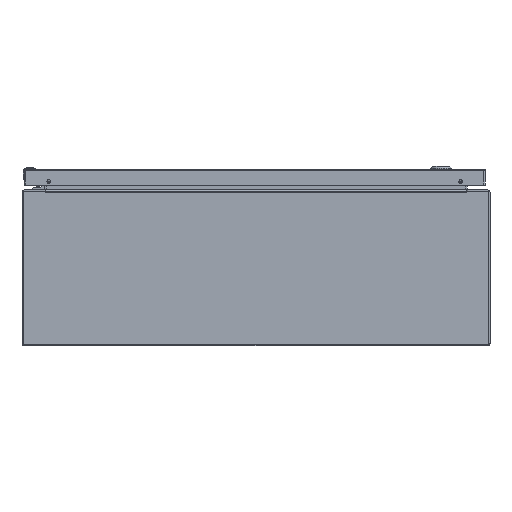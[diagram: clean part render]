
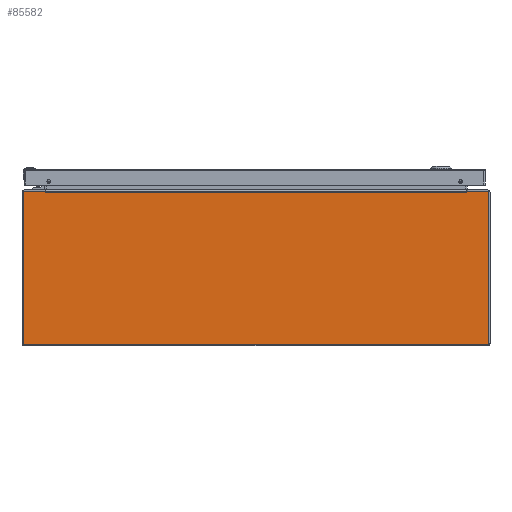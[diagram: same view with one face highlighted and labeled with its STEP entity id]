
A CAD part, front view. The second image highlights one B-rep face of the part: STEP entity #85582.
In plain terms, the highlighted planar face has unit normal (0, -1, 0).
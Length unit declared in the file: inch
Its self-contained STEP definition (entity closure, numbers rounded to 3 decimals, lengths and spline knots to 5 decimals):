
#3064 = EDGE_CURVE ( 'NONE', #147977, #135275, #155154, .T. ) ;
#3165 = CARTESIAN_POINT ( 'NONE',  ( -10.798, -18., 3.883 ) ) ;
#3186 = DIRECTION ( 'NONE',  ( 0., 0., -1. ) ) ;
#5659 = CARTESIAN_POINT ( 'NONE',  ( 11.937, -18., -3.857 ) ) ;
#7005 = CARTESIAN_POINT ( 'NONE',  ( 11.857, -18., -3.857 ) ) ;
#7536 = ORIENTED_EDGE ( 'NONE', *, *, #138294, .F. ) ;
#9223 = CARTESIAN_POINT ( 'NONE',  ( -10.82312, -18., 3.937 ) ) ;
#11130 = EDGE_CURVE ( 'NONE', #135275, #122711, #102210, .T. ) ;
#11328 = EDGE_CURVE ( 'NONE', #52048, #75955, #100500, .T. ) ;
#12984 = DIRECTION ( 'NONE',  ( -1., 0., 0. ) ) ;
#14090 = VERTEX_POINT ( 'NONE', #28790 ) ;
#14890 = CARTESIAN_POINT ( 'NONE',  ( 0., -18., 3.937 ) ) ;
#23355 = LINE ( 'NONE', #95501, #59590 ) ;
#25941 = VERTEX_POINT ( 'NONE', #9223 ) ;
#27815 = CARTESIAN_POINT ( 'NONE',  ( 0., -18., 3.883 ) ) ;
#28790 = CARTESIAN_POINT ( 'NONE',  ( -11.857, -18., -3.937 ) ) ;
#29984 = DIRECTION ( 'NONE',  ( 0., 0., -1. ) ) ;
#30061 = CIRCLE ( 'NONE', #50832, 0.08 ) ;
#31513 = CARTESIAN_POINT ( 'NONE',  ( 0., -18., -3.937 ) ) ;
#32052 = CARTESIAN_POINT ( 'NONE',  ( -11.937, -18., 0. ) ) ;
#33038 = CARTESIAN_POINT ( 'NONE',  ( -10.80578, -18., 3.883 ) ) ;
#39897 = ORIENTED_EDGE ( 'NONE', *, *, #11328, .F. ) ;
#40813 = ORIENTED_EDGE ( 'NONE', *, *, #183116, .F. ) ;
#42264 = EDGE_CURVE ( 'NONE', #47267, #14090, #169189, .T. ) ;
#43150 = DIRECTION ( 'NONE',  ( 0., 0., 1. ) ) ;
#44453 = ORIENTED_EDGE ( 'NONE', *, *, #146667, .T. ) ;
#44813 = AXIS2_PLACEMENT_3D ( 'NONE', #116782, #157300, #71389 ) ;
#44972 = ORIENTED_EDGE ( 'NONE', *, *, #117095, .T. ) ;
#47267 = VERTEX_POINT ( 'NONE', #101466 ) ;
#49582 = VECTOR ( 'NONE', #43150, 39.37008 ) ;
#49645 = DIRECTION ( 'NONE',  ( 0., 0., -1. ) ) ;
#50028 = ORIENTED_EDGE ( 'NONE', *, *, #116178, .F. ) ;
#50832 = AXIS2_PLACEMENT_3D ( 'NONE', #116553, #74800, #159828 ) ;
#52048 = VERTEX_POINT ( 'NONE', #53718 ) ;
#53718 = CARTESIAN_POINT ( 'NONE',  ( -11.937, -18., -3.857 ) ) ;
#56574 = CIRCLE ( 'NONE', #44813, 0.08 ) ;
#56936 = CARTESIAN_POINT ( 'NONE',  ( 11.937, -18., 0. ) ) ;
#58986 = VECTOR ( 'NONE', #126000, 39.37008 ) ;
#59590 = VECTOR ( 'NONE', #79699, 39.37008 ) ;
#61629 = DIRECTION ( 'NONE',  ( 1., 0., 0. ) ) ;
#62181 = DIRECTION ( 'NONE',  ( 1., 0., 0. ) ) ;
#63081 = LINE ( 'NONE', #75985, #136375 ) ;
#64359 = DIRECTION ( 'NONE',  ( 0., 1., 0. ) ) ;
#66864 = DIRECTION ( 'NONE',  ( -1., 0., 0. ) ) ;
#66963 = FACE_OUTER_BOUND ( 'NONE', #179259, .T. ) ;
#69528 = AXIS2_PLACEMENT_3D ( 'NONE', #147846, #155495, #87824 ) ;
#69627 = ORIENTED_EDGE ( 'NONE', *, *, #165509, .F. ) ;
#71389 = DIRECTION ( 'NONE',  ( 0., 0., -1. ) ) ;
#74800 = DIRECTION ( 'NONE',  ( 0., 1., 0. ) ) ;
#75955 = VERTEX_POINT ( 'NONE', #76900 ) ;
#75985 = CARTESIAN_POINT ( 'NONE',  ( 0., -18., 3.937 ) ) ;
#76000 = VECTOR ( 'NONE', #3186, 39.37008 ) ;
#76197 = ORIENTED_EDGE ( 'NONE', *, *, #11130, .F. ) ;
#76676 = CARTESIAN_POINT ( 'NONE',  ( 10.8136, -18., 3.883 ) ) ;
#76900 = CARTESIAN_POINT ( 'NONE',  ( -11.937, -18., 3.857 ) ) ;
#77167 = VERTEX_POINT ( 'NONE', #109299 ) ;
#77258 = LINE ( 'NONE', #33038, #130723 ) ;
#77880 = ORIENTED_EDGE ( 'NONE', *, *, #127460, .F. ) ;
#79699 = DIRECTION ( 'NONE',  ( -0.174, 0., -0.985 ) ) ;
#82752 = ORIENTED_EDGE ( 'NONE', *, *, #42264, .F. ) ;
#84614 = EDGE_CURVE ( 'NONE', #163063, #124502, #23355, .T. ) ;
#85582 = ADVANCED_FACE ( 'NONE', ( #66963 ), #113209, .T. ) ;
#86002 = DIRECTION ( 'NONE',  ( -1., 0., 0. ) ) ;
#87137 = ORIENTED_EDGE ( 'NONE', *, *, #3064, .F. ) ;
#87824 = DIRECTION ( 'NONE',  ( 0., 0., -1. ) ) ;
#92305 = VECTOR ( 'NONE', #149588, 39.37008 ) ;
#92362 = CARTESIAN_POINT ( 'NONE',  ( -10.81836, -18., 3.91 ) ) ;
#92410 = ORIENTED_EDGE ( 'NONE', *, *, #167871, .F. ) ;
#95450 = LINE ( 'NONE', #14890, #58986 ) ;
#95501 = CARTESIAN_POINT ( 'NONE',  ( 10.81836, -18., 3.91 ) ) ;
#100500 = LINE ( 'NONE', #32052, #49582 ) ;
#101466 = CARTESIAN_POINT ( 'NONE',  ( 11.857, -18., -3.937 ) ) ;
#102210 = LINE ( 'NONE', #56936, #76000 ) ;
#103154 = LINE ( 'NONE', #133656, #142485 ) ;
#109299 = CARTESIAN_POINT ( 'NONE',  ( -10.8136, -18., 3.883 ) ) ;
#109410 = CARTESIAN_POINT ( 'NONE',  ( 11.937, -18., 3.857 ) ) ;
#113209 = PLANE ( 'NONE',  #169954 ) ;
#114026 = VECTOR ( 'NONE', #12984, 39.37008 ) ;
#116178 = EDGE_CURVE ( 'NONE', #14090, #52048, #56574, .T. ) ;
#116553 = CARTESIAN_POINT ( 'NONE',  ( -11.857, -18., 3.857 ) ) ;
#116782 = CARTESIAN_POINT ( 'NONE',  ( -11.857, -18., -3.857 ) ) ;
#117095 = EDGE_CURVE ( 'NONE', #124502, #153076, #103154, .T. ) ;
#119222 = EDGE_CURVE ( 'NONE', #122711, #47267, #138406, .T. ) ;
#122642 = ORIENTED_EDGE ( 'NONE', *, *, #119222, .F. ) ;
#122711 = VERTEX_POINT ( 'NONE', #5659 ) ;
#124502 = VERTEX_POINT ( 'NONE', #76676 ) ;
#126000 = DIRECTION ( 'NONE',  ( 1., 0., 0. ) ) ;
#126022 = CARTESIAN_POINT ( 'NONE',  ( 11.857, -18., 3.937 ) ) ;
#127460 = EDGE_CURVE ( 'NONE', #25941, #77167, #134036, .T. ) ;
#128064 = DIRECTION ( 'NONE',  ( 0., -1., 0. ) ) ;
#130723 = VECTOR ( 'NONE', #61629, 39.37008 ) ;
#133001 = ORIENTED_EDGE ( 'NONE', *, *, #84614, .T. ) ;
#133656 = CARTESIAN_POINT ( 'NONE',  ( 10.80578, -18., 3.883 ) ) ;
#134036 = LINE ( 'NONE', #92362, #92305 ) ;
#135275 = VERTEX_POINT ( 'NONE', #109410 ) ;
#136375 = VECTOR ( 'NONE', #62181, 39.37008 ) ;
#137956 = CARTESIAN_POINT ( 'NONE',  ( 10.798, -18., 3.883 ) ) ;
#138294 = EDGE_CURVE ( 'NONE', #77167, #175544, #77258, .T. ) ;
#138406 = CIRCLE ( 'NONE', #161885, 0.08 ) ;
#142485 = VECTOR ( 'NONE', #66864, 39.37008 ) ;
#145515 = CARTESIAN_POINT ( 'NONE',  ( 0., -18., 0. ) ) ;
#146667 = EDGE_CURVE ( 'NONE', #153076, #175544, #180401, .T. ) ;
#147846 = CARTESIAN_POINT ( 'NONE',  ( 11.857, -18., 3.857 ) ) ;
#147977 = VERTEX_POINT ( 'NONE', #126022 ) ;
#149588 = DIRECTION ( 'NONE',  ( 0.174, 0., -0.985 ) ) ;
#153076 = VERTEX_POINT ( 'NONE', #137956 ) ;
#155154 = CIRCLE ( 'NONE', #69528, 0.08 ) ;
#155495 = DIRECTION ( 'NONE',  ( 0., 1., 0. ) ) ;
#157300 = DIRECTION ( 'NONE',  ( 0., 1., 0. ) ) ;
#159828 = DIRECTION ( 'NONE',  ( 0., 0., -1. ) ) ;
#161885 = AXIS2_PLACEMENT_3D ( 'NONE', #7005, #64359, #49645 ) ;
#163063 = VERTEX_POINT ( 'NONE', #164394 ) ;
#163723 = VERTEX_POINT ( 'NONE', #177200 ) ;
#164394 = CARTESIAN_POINT ( 'NONE',  ( 10.82312, -18., 3.937 ) ) ;
#165509 = EDGE_CURVE ( 'NONE', #163723, #25941, #95450, .T. ) ;
#167871 = EDGE_CURVE ( 'NONE', #75955, #163723, #30061, .T. ) ;
#169189 = LINE ( 'NONE', #31513, #170890 ) ;
#169954 = AXIS2_PLACEMENT_3D ( 'NONE', #145515, #128064, #29984 ) ;
#170890 = VECTOR ( 'NONE', #86002, 39.37008 ) ;
#175544 = VERTEX_POINT ( 'NONE', #3165 ) ;
#177200 = CARTESIAN_POINT ( 'NONE',  ( -11.857, -18., 3.937 ) ) ;
#179259 = EDGE_LOOP ( 'NONE', ( #69627, #92410, #39897, #50028, #82752, #122642, #76197, #87137, #40813, #133001, #44972, #44453, #7536, #77880 ) ) ;
#180401 = LINE ( 'NONE', #27815, #114026 ) ;
#183116 = EDGE_CURVE ( 'NONE', #163063, #147977, #63081, .T. ) ;
